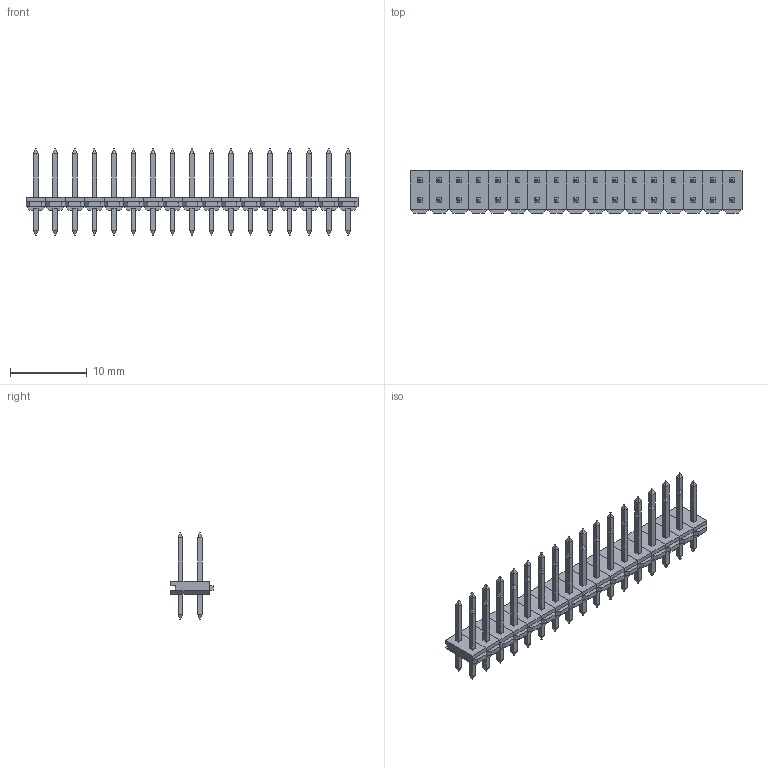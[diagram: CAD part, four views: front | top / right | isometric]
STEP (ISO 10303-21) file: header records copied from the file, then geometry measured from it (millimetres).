
FILE_DESCRIPTION((''),'2;1');
FILE_NAME('COMATEL_389.0358.1.34.400.stp','2010-01-06T10:37:24',(''),(''),'Mechanical Desktop 2006','Mechanical Desktop 2006',', , ');
FILE_SCHEMA(('AUTOMOTIVE_DESIGN { 1 2 10303 214 0 1 1 1 }'));
Length unit declared in the file: millimetre
Products named in the file (1): Product
Bounding box: 43.18 x 5.5 x 11.2 mm (x, y, z)
Volume: 435.6 mm3; surface area: 1772.8 mm2
Topology: 102 solids, 102 shells, 1054 faces, 2278 edges, 1428 vertices
Faces by surface type: plane 1054
Entity records: 27597 total; most frequent: CARTESIAN_POINT 4761, ORIENTED_EDGE 4556, DIRECTION 4388, VECTOR 2278, LINE 2278, EDGE_CURVE 2278, VERTEX_POINT 1428, AXIS2_PLACEMENT_3D 1055
